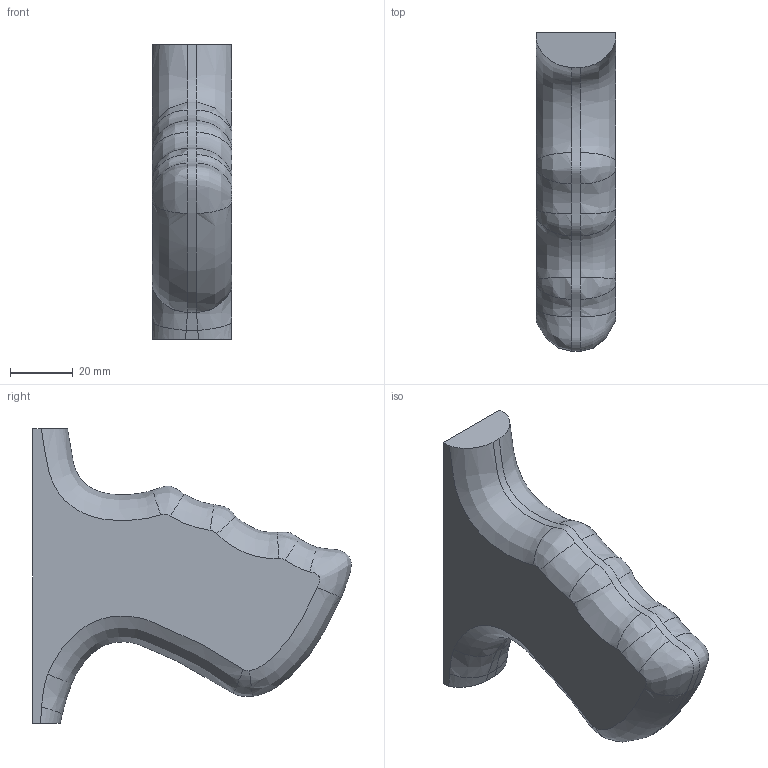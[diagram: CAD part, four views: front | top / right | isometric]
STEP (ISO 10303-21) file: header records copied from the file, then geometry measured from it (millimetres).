
FILE_DESCRIPTION(/* description */ (''),/* implementation_level */ '2;1');
FILE_NAME(/* name */ 'raider pump grip.step',/* time_stamp */ '2022-06-13T17:56:13-05:00',/* author */ (''),/* organization */ (''),/* preprocessor_version */ 'ST-DEVELOPER v19',/* originating_system */ 'Autodesk Translation Framework v11.7.0.108',/* authorisation */ '');
FILE_SCHEMA (('AUTOMOTIVE_DESIGN { 1 0 10303 214 3 1 1 }'));
Length unit declared in the file: inch
Products named in the file (2): tcu recon raider grips trigger; Thompson Claw U v89
Assembly tree (1 placements, depth 2):
  tcu recon raider grips trigger
    Thompson Claw U v89
Bounding box: 25.4 x 101.46 x 93.98 mm (x, y, z)
Volume: 123869.3 mm3; surface area: 17514.5 mm2
Topology: 1 solids, 1 shells, 33 faces, 93 edges, 62 vertices
Faces by surface type: bspline 27, plane 6
Entity records: 4195 total; most frequent: CARTESIAN_POINT 3525, ORIENTED_EDGE 186, EDGE_CURVE 93, B_SPLINE_CURVE_WITH_KNOTS 78, VERTEX_POINT 62, DIRECTION 36, FACE_OUTER_BOUND 33, EDGE_LOOP 33
